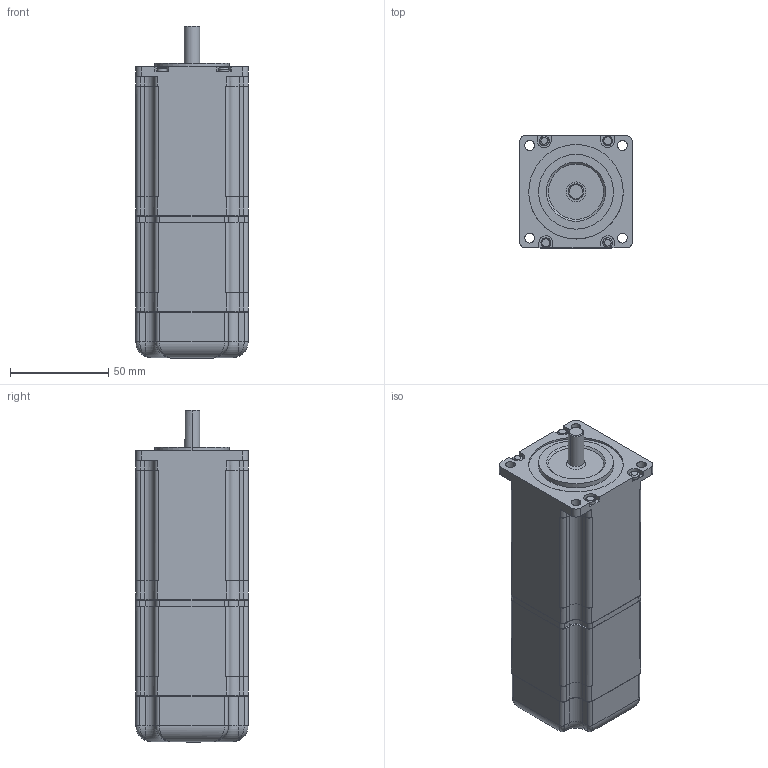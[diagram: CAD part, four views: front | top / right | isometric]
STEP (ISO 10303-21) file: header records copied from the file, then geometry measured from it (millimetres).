
FILE_DESCRIPTION(('CATIA V5 STEP Exchange'),'2;1');
FILE_NAME('ZLIM57C-20-B Φ8.stp','2023-02-10T05:43:53+00:00',('none'),('none'),'CATIA Version 5 Release 20 GA (IN-10)','CATIA V5 STEP AP203','none');
FILE_SCHEMA(('CONFIG_CONTROL_DESIGN'));
Length unit declared in the file: millimetre
Products named in the file (1): 产品1
Assembly tree (3 placements, depth 2):
  产品1
    #58
    #81
    #8560
Bounding box: 57 x 57 x 168.6 mm (x, y, z)
Volume: 428104.5 mm3; surface area: 45771.8 mm2
Topology: 3 solids, 13 shells, 508 faces, 1277 edges, 807 vertices
Faces by surface type: plane 235, cylinder 183, bspline 78, torus 8, cone 4
Entity records: 17310 total; most frequent: CARTESIAN_POINT 6253, ORIENTED_EDGE 2538, DIRECTION 1806, EDGE_CURVE 1269, VERTEX_POINT 807, VECTOR 692, LINE 692, AXIS2_PLACEMENT_3D 678
